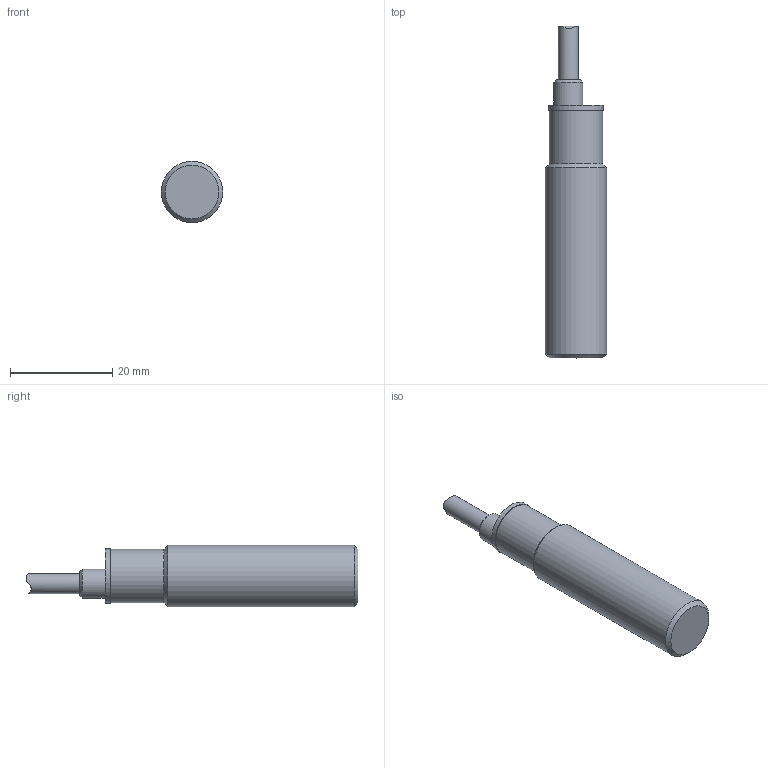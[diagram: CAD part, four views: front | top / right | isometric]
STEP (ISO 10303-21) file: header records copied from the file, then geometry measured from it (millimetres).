
FILE_DESCRIPTION(/* description */ (''),/* implementation_level */ '2;1');
FILE_NAME(/* name */ 'IA0111_Shrinkwrap_1.stp',/* time_stamp */ '2022-03-18T10:36:54+01:00',/* author */ ('Krieger Anja'),/* organization */ (''),/* preprocessor_version */ 'ST-DEVELOPER v18.1',/* originating_system */ 'Autodesk Inventor 2021',/* authorisation */ '');
FILE_SCHEMA (('AUTOMOTIVE_DESIGN { 1 0 10303 214 3 1 1 }'));
Length unit declared in the file: millimetre
Products named in the file (1): IA0138_Shrinkwrap_1
Bounding box: 12 x 65 x 12 mm (x, y, z)
Volume: 2488.5 mm3; surface area: 4128.7 mm2
Topology: 2 solids, 2 shells, 28 faces, 52 edges, 34 vertices
Faces by surface type: cylinder 13, plane 9, cone 6
Full cylindrical faces by diameter (mm): 3 x1, 3.1 x1, 3.9 x1, 4 x1, 5.7 x1, 9 x1, 9.6 x1, 9.8 x1, 10.5 x1, 10.7 x1, 12 x1
Entity records: 863 total; most frequent: CARTESIAN_POINT 173, DIRECTION 132, ORIENTED_EDGE 100, AXIS2_PLACEMENT_3D 57, EDGE_CURVE 50, EDGE_LOOP 36, VERTEX_POINT 34, STYLED_ITEM 30
